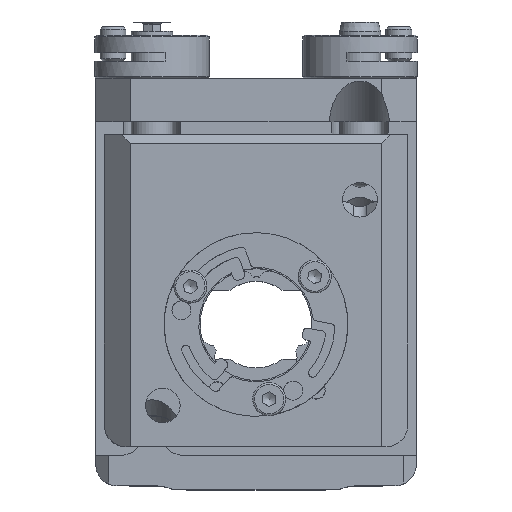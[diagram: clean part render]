
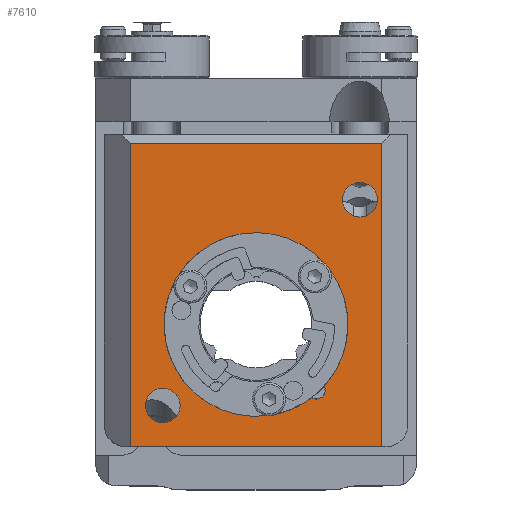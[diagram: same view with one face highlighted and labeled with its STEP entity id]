
A CAD part, top view. The second image highlights one B-rep face of the part: STEP entity #7610.
In plain terms, the highlighted planar face has unit normal (0, 0, 1).
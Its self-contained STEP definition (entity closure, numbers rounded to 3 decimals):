
#140=FACE_BOUND('',#2411,.T.);
#141=FACE_BOUND('',#2412,.T.);
#142=FACE_BOUND('',#2413,.T.);
#275=PLANE('',#8241);
#648=LINE('',#12065,#1260);
#649=LINE('',#12067,#1261);
#650=LINE('',#12069,#1262);
#651=LINE('',#12070,#1263);
#1260=VECTOR('',#9624,10.);
#1261=VECTOR('',#9625,10.);
#1262=VECTOR('',#9626,10.);
#1263=VECTOR('',#9627,10.);
#1984=FACE_OUTER_BOUND('',#2410,.T.);
#2410=EDGE_LOOP('',(#5894,#5895,#5896,#5897));
#2411=EDGE_LOOP('',(#5898));
#2412=EDGE_LOOP('',(#5899,#5900,#5901,#5902));
#2413=EDGE_LOOP('',(#5903));
#2926=CIRCLE('',#8231,10.6);
#2927=CIRCLE('',#8232,10.6);
#2932=CIRCLE('',#8242,2.);
#2933=CIRCLE('',#8243,1.007);
#2934=CIRCLE('',#8244,1.007);
#2935=CIRCLE('',#8245,2.);
#3409=VERTEX_POINT('',#11867);
#3410=VERTEX_POINT('',#11868);
#3451=VERTEX_POINT('',#12049);
#3453=VERTEX_POINT('',#12063);
#3454=VERTEX_POINT('',#12064);
#3455=VERTEX_POINT('',#12066);
#3456=VERTEX_POINT('',#12068);
#3457=VERTEX_POINT('',#12071);
#3458=VERTEX_POINT('',#12073);
#3459=VERTEX_POINT('',#12076);
#4368=EDGE_CURVE('',#3409,#3451,#2926,.T.);
#4369=EDGE_CURVE('',#3451,#3410,#2927,.T.);
#4375=EDGE_CURVE('',#3453,#3454,#648,.T.);
#4376=EDGE_CURVE('',#3455,#3454,#649,.T.);
#4377=EDGE_CURVE('',#3456,#3455,#650,.T.);
#4378=EDGE_CURVE('',#3453,#3456,#651,.T.);
#4379=EDGE_CURVE('',#3457,#3457,#2932,.T.);
#4380=EDGE_CURVE('',#3410,#3458,#2933,.T.);
#4381=EDGE_CURVE('',#3458,#3409,#2934,.T.);
#4382=EDGE_CURVE('',#3459,#3459,#2935,.T.);
#5894=ORIENTED_EDGE('',*,*,#4375,.T.);
#5895=ORIENTED_EDGE('',*,*,#4376,.F.);
#5896=ORIENTED_EDGE('',*,*,#4377,.F.);
#5897=ORIENTED_EDGE('',*,*,#4378,.F.);
#5898=ORIENTED_EDGE('',*,*,#4379,.T.);
#5899=ORIENTED_EDGE('',*,*,#4368,.T.);
#5900=ORIENTED_EDGE('',*,*,#4369,.T.);
#5901=ORIENTED_EDGE('',*,*,#4380,.T.);
#5902=ORIENTED_EDGE('',*,*,#4381,.T.);
#5903=ORIENTED_EDGE('',*,*,#4382,.T.);
#7610=ADVANCED_FACE('',(#1984,#140,#141,#142),#275,.T.);
#8231=AXIS2_PLACEMENT_3D('',#12050,#9601,#9602);
#8232=AXIS2_PLACEMENT_3D('',#12051,#9603,#9604);
#8241=AXIS2_PLACEMENT_3D('',#12062,#9622,#9623);
#8242=AXIS2_PLACEMENT_3D('',#12072,#9628,#9629);
#8243=AXIS2_PLACEMENT_3D('',#12074,#9630,#9631);
#8244=AXIS2_PLACEMENT_3D('',#12075,#9632,#9633);
#8245=AXIS2_PLACEMENT_3D('',#12077,#9634,#9635);
#9601=DIRECTION('center_axis',(0.,0.,
-1.));
#9602=DIRECTION('ref_axis',(-0.186,-0.983,0.));
#9603=DIRECTION('center_axis',(0.,0.,
-1.));
#9604=DIRECTION('ref_axis',(-0.186,-0.983,0.));
#9622=DIRECTION('center_axis',(0.,0.,
1.));
#9623=DIRECTION('ref_axis',(0.,-1.,0.));
#9624=DIRECTION('',(1.,0.,0.));
#9625=DIRECTION('',(0.,-1.,0.));
#9626=DIRECTION('',(1.,0.,0.));
#9627=DIRECTION('',(0.,1.,0.));
#9628=DIRECTION('center_axis',(0.,0.,
-1.));
#9629=DIRECTION('ref_axis',(0.,1.,0.));
#9630=DIRECTION('center_axis',(0.,0.,
-1.));
#9631=DIRECTION('ref_axis',(0.,1.,0.));
#9632=DIRECTION('center_axis',(0.,0.,
-1.));
#9633=DIRECTION('ref_axis',(0.,1.,0.));
#9634=DIRECTION('center_axis',(0.,0.,
-1.));
#9635=DIRECTION('ref_axis',(0.,1.,0.));
#11867=CARTESIAN_POINT('',(3.678,0.266,4.613));
#11868=CARTESIAN_POINT('',(5.122,1.596,4.613));
#12049=CARTESIAN_POINT('',(-0.779,19.109,4.613));
#12050=CARTESIAN_POINT('Origin',(-2.75,8.694,4.613));
#12051=CARTESIAN_POINT('Origin',(-2.75,8.694,4.613));
#12062=CARTESIAN_POINT('Origin',(4.,10.344,4.613));
#12063=CARTESIAN_POINT('',(-17.25,-5.406,4.613));
#12064=CARTESIAN_POINT('',(11.75,-5.406,4.613));
#12065=CARTESIAN_POINT('',(0.802,-5.406,4.613));
#12066=CARTESIAN_POINT('',(11.75,29.594,4.613));
#12067=CARTESIAN_POINT('',(11.75,10.219,4.613));
#12068=CARTESIAN_POINT('',(-17.25,29.594,4.613));
#12069=CARTESIAN_POINT('',(3.875,29.594,4.613));
#12070=CARTESIAN_POINT('',(-17.25,10.219,4.613));
#12071=CARTESIAN_POINT('',(9.25,21.094,4.613));
#12072=CARTESIAN_POINT('Origin',(9.25,23.094,4.613));
#12073=CARTESIAN_POINT('',(4.25,0.088,4.613));
#12074=CARTESIAN_POINT('Origin',(4.25,1.094,4.613));
#12075=CARTESIAN_POINT('Origin',(4.25,1.094,4.613));
#12076=CARTESIAN_POINT('',(-13.5,-2.656,4.613));
#12077=CARTESIAN_POINT('Origin',(-13.5,-0.656,4.613));
